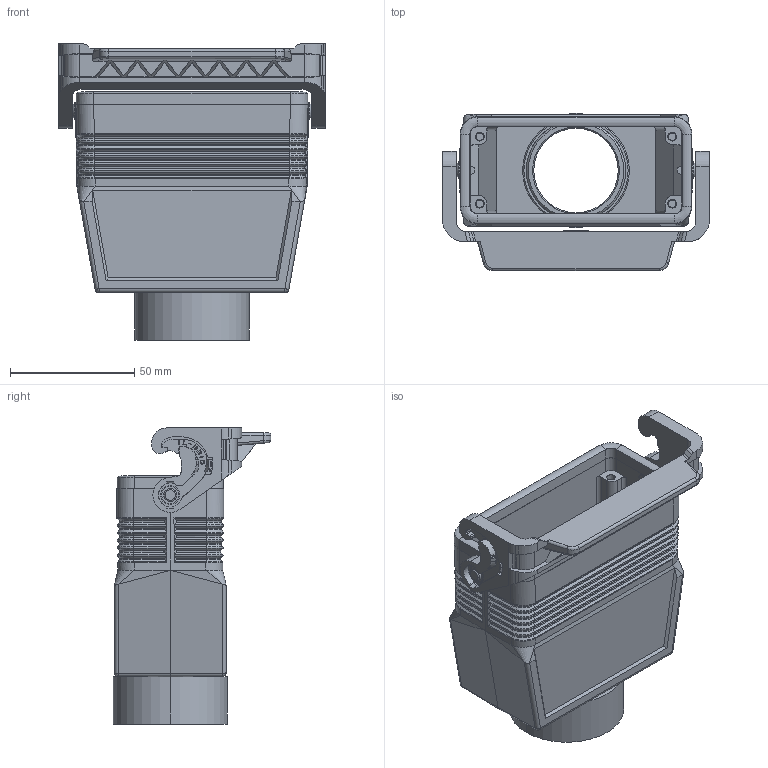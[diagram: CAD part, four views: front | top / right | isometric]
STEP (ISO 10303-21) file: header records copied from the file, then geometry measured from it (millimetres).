
FILE_DESCRIPTION(('Creo Elements/Direct Modeling STEP Export'),'2;1');
FILE_NAME('37jbk2e5ph5j77q3060','2023-03-02T11:12:57',(''),(''),'Creo Elements/Direct Modeling STEP processor for AP214 (Solid Model)','Creo Elements/Direct Modeling 20.1B 02-Apr-2019 (C) Parametric Technology GmbH','');
FILE_SCHEMA(('AUTOMOTIVE_DESIGN { 1 0 10303 214 1 1 1 1 }'));
Products named in the file (2): MLAV 16 LG40
Assembly tree (1 placements, depth 2):
  MLAV 16 LG40
    MLAV 16 LG40
Bounding box: 107.5 x 63.5 x 119.25 mm (x, y, z)
Volume: 118827.9 mm3; surface area: 65924.2 mm2
Topology: 1 solids, 1 shells, 1415 faces, 3640 edges, 2273 vertices
Faces by surface type: plane 791, cylinder 372, cone 116, torus 92, bspline 40, sphere 4
Entity records: 58681 total; most frequent: CARTESIAN_POINT 13624, ORIENTED_EDGE 7268, DIRECTION 6742, EDGE_CURVE 3632, VECTOR 2398, LINE 2398, VERTEX_POINT 2273, AXIS2_PLACEMENT_3D 2172
